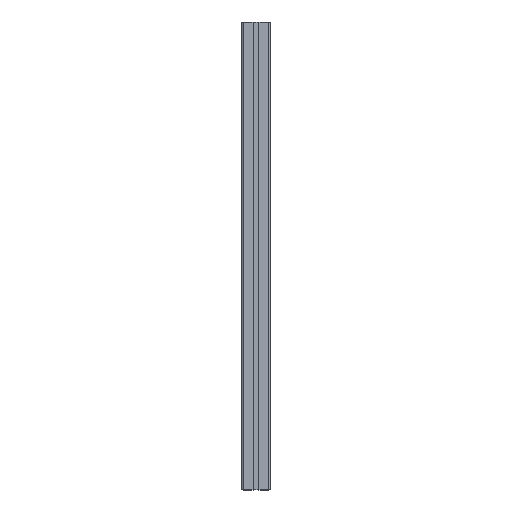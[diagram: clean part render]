
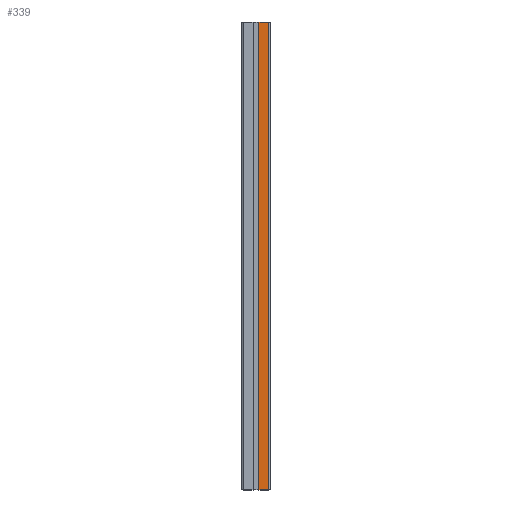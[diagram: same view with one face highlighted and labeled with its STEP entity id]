
A CAD part, top view. The second image highlights one B-rep face of the part: STEP entity #339.
In plain terms, the highlighted planar face has unit normal (0, 0, 1).
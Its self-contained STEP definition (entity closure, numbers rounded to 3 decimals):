
#339=ADVANCED_FACE('',(#834),#835,.F.);
#834=FACE_OUTER_BOUND('',#1432,.T.);
#835=PLANE('',#1433);
#1432=EDGE_LOOP('',(#3510,#3511,#3512,#3513));
#1433=AXIS2_PLACEMENT_3D('',#3514,#3515,#3516);
#3510=ORIENTED_EDGE('',*,*,#4976,.F.);
#3511=ORIENTED_EDGE('',*,*,#4999,.F.);
#3512=ORIENTED_EDGE('',*,*,#4419,.F.);
#3513=ORIENTED_EDGE('',*,*,#4998,.T.);
#3514=CARTESIAN_POINT('',(16.65,3500.0,30.));
#3515=DIRECTION('',(0.,0.,-1.0));
#3516=DIRECTION('',(-1.0,0.,0.));
#4419=EDGE_CURVE('',#5463,#5465,#5466,.T.);
#4976=EDGE_CURVE('',#6404,#6406,#6407,.T.);
#4998=EDGE_CURVE('',#5463,#6406,#6438,.T.);
#4999=EDGE_CURVE('',#5465,#6404,#6439,.T.);
#5463=VERTEX_POINT('',#6981);
#5465=VERTEX_POINT('',#6983);
#5466=LINE('',#6984,#6985);
#6404=VERTEX_POINT('',#8275);
#6406=VERTEX_POINT('',#8277);
#6407=LINE('',#8278,#8279);
#6438=LINE('',#8326,#8327);
#6439=LINE('',#8328,#8329);
#6981=CARTESIAN_POINT('',(6.3,1000.0,30.));
#6983=CARTESIAN_POINT('',(27.,1000.0,30.));
#6984=CARTESIAN_POINT('',(16.65,1000.0,30.));
#6985=VECTOR('',#8921,1.0);
#8275=CARTESIAN_POINT('',(27.,0.0,30.));
#8277=CARTESIAN_POINT('',(6.3,0.0,30.));
#8278=CARTESIAN_POINT('',(16.65,0.0,30.));
#8279=VECTOR('',#9886,1.0);
#8326=CARTESIAN_POINT('',(6.3,3500.0,30.));
#8327=VECTOR('',#9918,1.0);
#8328=CARTESIAN_POINT('',(27.,3500.0,30.));
#8329=VECTOR('',#9919,1.0);
#8921=DIRECTION('',(1.0,0.,0.));
#9886=DIRECTION('',(-1.0,0.,0.));
#9918=DIRECTION('',(0.,-1.0,0.0));
#9919=DIRECTION('',(0.,-1.0,0.0));
